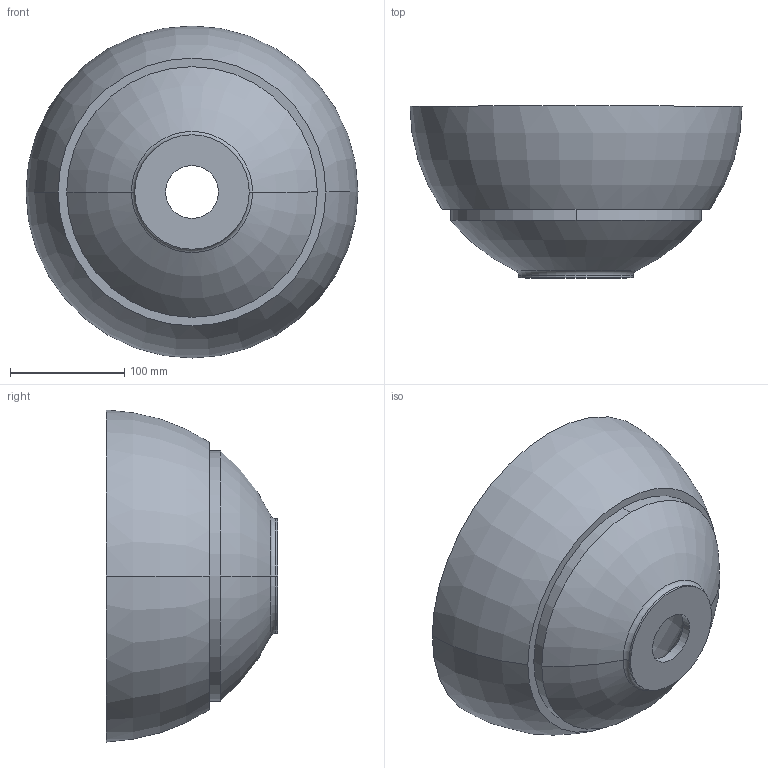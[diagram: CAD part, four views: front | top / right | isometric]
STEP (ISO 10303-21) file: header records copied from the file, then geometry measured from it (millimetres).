
FILE_DESCRIPTION (( 'STEP AP214' ), '1' );
FILE_NAME ('D781-SO_Halbeingebaut.STEP', '2019-02-14T12:36:14', ( '' ), ( '' ), 'SwSTEP 2.0', 'SolidWorks 2019', '' );
FILE_SCHEMA (( 'AUTOMOTIVE_DESIGN' ));
Length unit declared in the file: millimetre
Products named in the file (1): D781-SO_Halbeingebaut
Bounding box: 290 x 150 x 290 mm (x, y, z)
Volume: 1844666.1 mm3; surface area: 255452.1 mm2
Topology: 1 solids, 1 shells, 20 faces, 42 edges, 24 vertices
Faces by surface type: torus 10, cylinder 6, plane 2, cone 2
Entity records: 582 total; most frequent: DIRECTION 118, CARTESIAN_POINT 87, ORIENTED_EDGE 84, AXIS2_PLACEMENT_3D 55, EDGE_CURVE 42, CIRCLE 34, VERTEX_POINT 24, EDGE_LOOP 22
